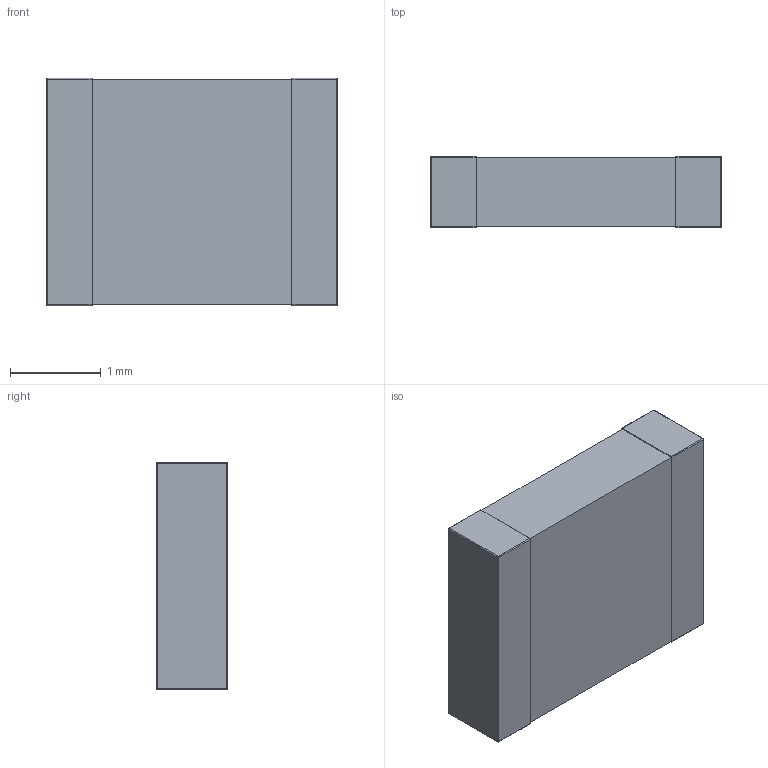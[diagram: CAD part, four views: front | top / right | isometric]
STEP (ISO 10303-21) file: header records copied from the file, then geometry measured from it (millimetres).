
FILE_DESCRIPTION (( 'STEP AP214' ), '1' );
FILE_NAME ('C1210.STEP', '2019-05-09T16:08:07', ( '' ), ( '' ), 'SwSTEP 2.0', 'SolidWorks 2018', '' );
FILE_SCHEMA (( 'AUTOMOTIVE_DESIGN' ));
Length unit declared in the file: millimetre
Products named in the file (1): C1210
Bounding box: 3.2 x 0.78 x 2.5 mm (x, y, z)
Volume: 6.1 mm3; surface area: 24.8 mm2
Topology: 1 solids, 1 shells, 94 faces, 236 edges, 144 vertices
Faces by surface type: plane 38, bspline 32, cylinder 16, sphere 8
Entity records: 4904 total; most frequent: CARTESIAN_POINT 2363, ORIENTED_EDGE 456, DIRECTION 322, EDGE_CURVE 228, VERTEX_POINT 144, LINE 132, VECTOR 132, EDGE_LOOP 102
